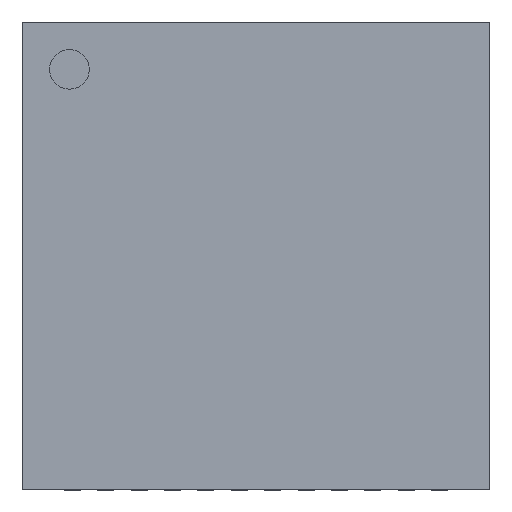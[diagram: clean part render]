
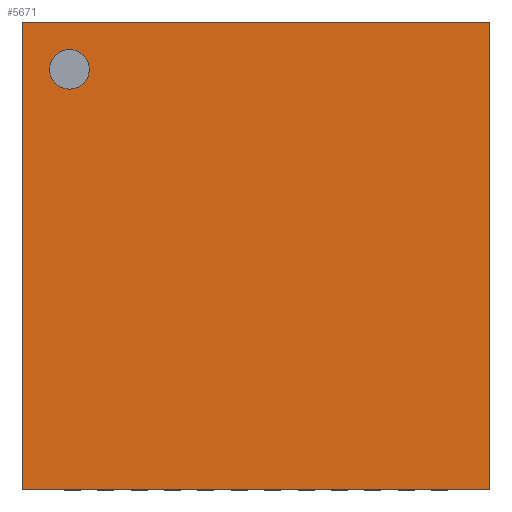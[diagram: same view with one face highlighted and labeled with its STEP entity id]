
A CAD part, top view. The second image highlights one B-rep face of the part: STEP entity #5671.
In plain terms, the highlighted planar face has unit normal (0, 0, 1).
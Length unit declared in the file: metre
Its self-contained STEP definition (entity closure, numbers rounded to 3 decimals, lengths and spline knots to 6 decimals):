
#2555 = EDGE_CURVE( '', #6943, #6944, #6945, .T. );
#3459 = EDGE_CURVE( '', #8029, #6943, #8388, .T. );
#4971 = EDGE_CURVE( '', #6944, #9477, #10403, .T. );
#5033 = EDGE_CURVE( '', #10482, #10482, #10483, .T. );
#5671 = ADVANCED_FACE( '', ( #11241, #11242 ), #11243, .T. );
#6003 = EDGE_CURVE( '', #9477, #8029, #11622, .T. );
#6943 = VERTEX_POINT( '', #12840 );
#6944 = VERTEX_POINT( '', #12841 );
#6945 = LINE( '', #12842, #12843 );
#8029 = VERTEX_POINT( '', #14345 );
#8388 = LINE( '', #14849, #14850 );
#9477 = VERTEX_POINT( '', #16453 );
#10403 = LINE( '', #17867, #17868 );
#10482 = VERTEX_POINT( '', #17991 );
#10483 = CIRCLE( '', #17992, 0.000296 );
#11241 = FACE_OUTER_BOUND( '', #19158, .T. );
#11242 = FACE_BOUND( '', #19159, .T. );
#11243 = PLANE( '', #19160 );
#11622 = LINE( '', #19770, #19771 );
#12840 = CARTESIAN_POINT( '', ( -0.0035, 0.0035, 0.001 ) );
#12841 = CARTESIAN_POINT( '', ( -0.0035, -0.0035, 0.001 ) );
#12842 = CARTESIAN_POINT( '', ( -0.0035, 0.0035, 0.001 ) );
#12843 = VECTOR( '', #20517, 1. );
#14345 = CARTESIAN_POINT( '', ( 0.0035, 0.0035, 0.001 ) );
#14849 = CARTESIAN_POINT( '', ( 0.0035, 0.0035, 0.001 ) );
#14850 = VECTOR( '', #22156, 1. );
#16453 = CARTESIAN_POINT( '', ( 0.0035, -0.0035, 0.001 ) );
#17867 = CARTESIAN_POINT( '', ( -0.0035, -0.0035, 0.001 ) );
#17868 = VECTOR( '', #24597, 1. );
#17991 = CARTESIAN_POINT( '', ( -0.003087, 0.002791, 0.001 ) );
#17992 = AXIS2_PLACEMENT_3D( '', #24882, #24883, #24884 );
#19158 = EDGE_LOOP( '', ( #26071, #26072, #26073, #26074 ) );
#19159 = EDGE_LOOP( '', ( #26075 ) );
#19160 = AXIS2_PLACEMENT_3D( '', #26076, #26077, #26078 );
#19770 = CARTESIAN_POINT( '', ( 0.0035, -0.0035, 0.001 ) );
#19771 = VECTOR( '', #26576, 1. );
#20517 = DIRECTION( '', ( 0., -1., 0. ) );
#22156 = DIRECTION( '', ( -1., 0., 0. ) );
#24597 = DIRECTION( '', ( 1., 0., 0. ) );
#24882 = CARTESIAN_POINT( '', ( -0.002791, 0.002791, 0.001 ) );
#24883 = DIRECTION( '', ( 0., 0., -1. ) );
#24884 = DIRECTION( '', ( -1., 0., 0. ) );
#26071 = ORIENTED_EDGE( '', *, *, #2555, .T. );
#26072 = ORIENTED_EDGE( '', *, *, #4971, .T. );
#26073 = ORIENTED_EDGE( '', *, *, #6003, .T. );
#26074 = ORIENTED_EDGE( '', *, *, #3459, .T. );
#26075 = ORIENTED_EDGE( '', *, *, #5033, .T. );
#26076 = CARTESIAN_POINT( '', ( 0., 0., 0.001 ) );
#26077 = DIRECTION( '', ( 0., 0., 1. ) );
#26078 = DIRECTION( '', ( 1., 0., 0. ) );
#26576 = DIRECTION( '', ( 0., 1., 0. ) );
